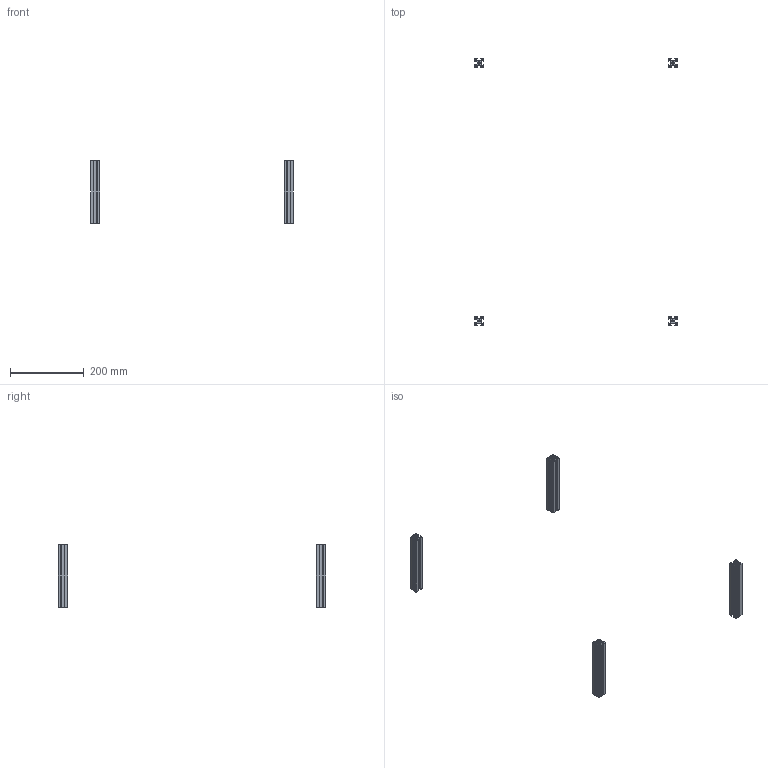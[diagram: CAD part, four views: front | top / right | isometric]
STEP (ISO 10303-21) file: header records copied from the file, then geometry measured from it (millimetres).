
FILE_DESCRIPTION(/* description */ (''),/* implementation_level */ '2;1');
FILE_NAME(/* name */ 'Construction rails.step',/* time_stamp */ '2021-10-08T10:15:34+01:00',/* author */ (''),/* organization */ (''),/* preprocessor_version */ 'ST-DEVELOPER v18.1',/* originating_system */ 'Autodesk Translation Framework v10.10.0.1391',/* authorisation */ '');
FILE_SCHEMA (('AUTOMOTIVE_DESIGN { 1 0 10303 214 3 1 1 }'));
Length unit declared in the file: millimetre
Products named in the file (1): Construction rails
Bounding box: 549.99 x 724.99 x 170 mm (x, y, z)
Volume: 210269.8 mm3; surface area: 159451.7 mm2
Topology: 4 solids, 4 shells, 240 faces, 676 edges, 448 vertices
Faces by surface type: plane 188, cylinder 44, cone 8
Full cylindrical faces by diameter (mm): 4.039 x16, 5 x4, 5.035 x8
Entity records: 7972 total; most frequent: CARTESIAN_POINT 1357, ORIENTED_EDGE 1336, DIRECTION 1238, EDGE_CURVE 668, LINE 580, VECTOR 580, VERTEX_POINT 448, AXIS2_PLACEMENT_3D 329
